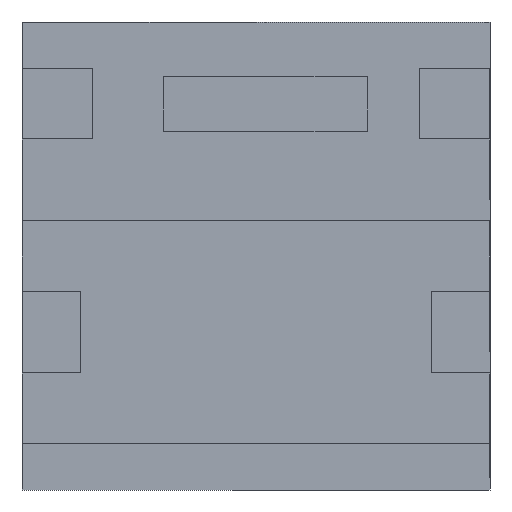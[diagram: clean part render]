
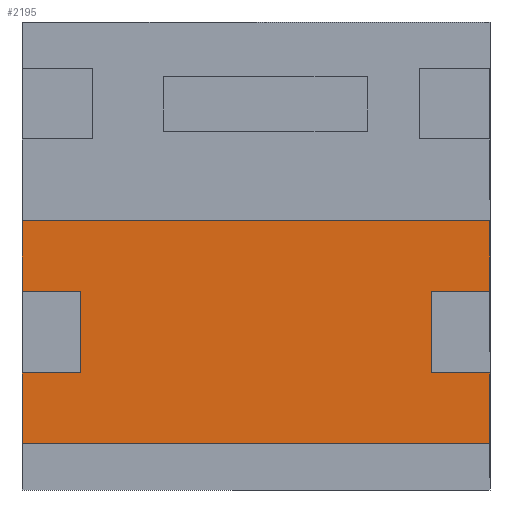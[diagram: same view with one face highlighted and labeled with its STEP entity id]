
A CAD part, front view. The second image highlights one B-rep face of the part: STEP entity #2195.
In plain terms, the highlighted planar face has unit normal (0, -1, 0).
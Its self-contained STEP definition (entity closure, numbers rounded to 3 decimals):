
#14 = EDGE_CURVE ( 'NONE', #552, #2049, #1400, .T. ) ;
#49 = LINE ( 'NONE', #1996, #262 ) ;
#59 = ORIENTED_EDGE ( 'NONE', *, *, #2010, .F. ) ;
#60 = ORIENTED_EDGE ( 'NONE', *, *, #1875, .F. ) ;
#82 = LINE ( 'NONE', #1746, #1547 ) ;
#99 = DIRECTION ( 'NONE',  ( 0., 0., 1. ) ) ;
#107 = LINE ( 'NONE', #1479, #1161 ) ;
#158 = DIRECTION ( 'NONE',  ( -1., 0., 0. ) ) ;
#167 = DIRECTION ( 'NONE',  ( 0., 0., -1. ) ) ;
#178 = VERTEX_POINT ( 'NONE', #1967 ) ;
#214 = ORIENTED_EDGE ( 'NONE', *, *, #1465, .F. ) ;
#228 = DIRECTION ( 'NONE',  ( 0., 0., -1. ) ) ;
#258 = CARTESIAN_POINT ( 'NONE',  ( 0.75, 0., 0.15 ) ) ;
#262 = VECTOR ( 'NONE', #1125, 1000. ) ;
#276 = CARTESIAN_POINT ( 'NONE',  ( -0.7, 0., -0.8 ) ) ;
#278 = CARTESIAN_POINT ( 'NONE',  ( -0.75, 0., -0.8 ) ) ;
#284 = DIRECTION ( 'NONE',  ( 0., 0., -1. ) ) ;
#364 = CARTESIAN_POINT ( 'NONE',  ( -0.7, 0., -0.15 ) ) ;
#366 = VECTOR ( 'NONE', #158, 1000. ) ;
#440 = CARTESIAN_POINT ( 'NONE',  ( -0.75, 0., -0.5 ) ) ;
#467 = DIRECTION ( 'NONE',  ( -1., 0., 0. ) ) ;
#552 = VERTEX_POINT ( 'NONE', #1023 ) ;
#568 = ORIENTED_EDGE ( 'NONE', *, *, #1738, .F. ) ;
#592 = VECTOR ( 'NONE', #2323, 1000. ) ;
#750 = DIRECTION ( 'NONE',  ( 0., -1., 0. ) ) ;
#853 = VECTOR ( 'NONE', #2670, 1000. ) ;
#870 = VERTEX_POINT ( 'NONE', #1910 ) ;
#929 = EDGE_CURVE ( 'NONE', #1518, #870, #82, .T. ) ;
#931 = LINE ( 'NONE', #1604, #853 ) ;
#945 = CARTESIAN_POINT ( 'NONE',  ( 1., 0., -0.5 ) ) ;
#983 = VERTEX_POINT ( 'NONE', #1531 ) ;
#1008 = DIRECTION ( 'NONE',  ( -1., 0., 0. ) ) ;
#1023 = CARTESIAN_POINT ( 'NONE',  ( 1., 0., -0.8 ) ) ;
#1033 = EDGE_CURVE ( 'NONE', #2049, #2382, #49, .T. ) ;
#1037 = ORIENTED_EDGE ( 'NONE', *, *, #14, .F. ) ;
#1041 = EDGE_CURVE ( 'NONE', #1646, #2442, #2332, .T. ) ;
#1125 = DIRECTION ( 'NONE',  ( 0., 0., 1. ) ) ;
#1146 = CARTESIAN_POINT ( 'NONE',  ( -1., 0., 0.15 ) ) ;
#1161 = VECTOR ( 'NONE', #2309, 1000. ) ;
#1176 = CARTESIAN_POINT ( 'NONE',  ( -1., 0., -0.8 ) ) ;
#1216 = VECTOR ( 'NONE', #467, 1000. ) ;
#1225 = VECTOR ( 'NONE', #99, 1000. ) ;
#1263 = VECTOR ( 'NONE', #1588, 1000. ) ;
#1274 = CARTESIAN_POINT ( 'NONE',  ( -0.75, 0., -0.15 ) ) ;
#1277 = EDGE_CURVE ( 'NONE', #2382, #1389, #2107, .T. ) ;
#1292 = EDGE_CURVE ( 'NONE', #2167, #552, #2265, .T. ) ;
#1389 = VERTEX_POINT ( 'NONE', #440 ) ;
#1400 = LINE ( 'NONE', #276, #1216 ) ;
#1406 = AXIS2_PLACEMENT_3D ( 'NONE', #2461, #750, #167 ) ;
#1465 = EDGE_CURVE ( 'NONE', #2442, #178, #2527, .T. ) ;
#1479 = CARTESIAN_POINT ( 'NONE',  ( 0.7, 0., -0.5 ) ) ;
#1518 = VERTEX_POINT ( 'NONE', #2130 ) ;
#1531 = CARTESIAN_POINT ( 'NONE',  ( 1., 0., -0.15 ) ) ;
#1547 = VECTOR ( 'NONE', #284, 1000. ) ;
#1588 = DIRECTION ( 'NONE',  ( 0., 0., 1. ) ) ;
#1604 = CARTESIAN_POINT ( 'NONE',  ( 1., 0., 0.15 ) ) ;
#1624 = ORIENTED_EDGE ( 'NONE', *, *, #1292, .F. ) ;
#1637 = EDGE_CURVE ( 'NONE', #178, #983, #931, .T. ) ;
#1646 = VERTEX_POINT ( 'NONE', #2635 ) ;
#1738 = EDGE_CURVE ( 'NONE', #983, #1518, #2663, .T. ) ;
#1746 = CARTESIAN_POINT ( 'NONE',  ( 0.75, 0., -0.8 ) ) ;
#1825 = PLANE ( 'NONE',  #1406 ) ;
#1865 = VERTEX_POINT ( 'NONE', #1274 ) ;
#1873 = CARTESIAN_POINT ( 'NONE',  ( 0.7, 0., -0.15 ) ) ;
#1875 = EDGE_CURVE ( 'NONE', #870, #2167, #107, .T. ) ;
#1910 = CARTESIAN_POINT ( 'NONE',  ( 0.75, 0., -0.5 ) ) ;
#1931 = ORIENTED_EDGE ( 'NONE', *, *, #2226, .F. ) ;
#1967 = CARTESIAN_POINT ( 'NONE',  ( 1., 0., 0.15 ) ) ;
#1996 = CARTESIAN_POINT ( 'NONE',  ( -1., 0., -0.5 ) ) ;
#2010 = EDGE_CURVE ( 'NONE', #1389, #1865, #2608, .T. ) ;
#2026 = FACE_OUTER_BOUND ( 'NONE', #2607, .T. ) ;
#2049 = VERTEX_POINT ( 'NONE', #1176 ) ;
#2062 = CARTESIAN_POINT ( 'NONE',  ( -1., 0., -0.5 ) ) ;
#2071 = VECTOR ( 'NONE', #1008, 1000. ) ;
#2107 = LINE ( 'NONE', #2476, #592 ) ;
#2113 = ORIENTED_EDGE ( 'NONE', *, *, #1041, .F. ) ;
#2130 = CARTESIAN_POINT ( 'NONE',  ( 0.75, 0., -0.15 ) ) ;
#2167 = VERTEX_POINT ( 'NONE', #945 ) ;
#2192 = LINE ( 'NONE', #364, #366 ) ;
#2195 = ADVANCED_FACE ( 'NONE', ( #2026 ), #1825, .T. ) ;
#2209 = ORIENTED_EDGE ( 'NONE', *, *, #1637, .F. ) ;
#2212 = VECTOR ( 'NONE', #228, 1000. ) ;
#2226 = EDGE_CURVE ( 'NONE', #1865, #1646, #2192, .T. ) ;
#2238 = VECTOR ( 'NONE', #2575, 1000. ) ;
#2265 = LINE ( 'NONE', #2536, #2212 ) ;
#2309 = DIRECTION ( 'NONE',  ( 1., 0., 0. ) ) ;
#2317 = ORIENTED_EDGE ( 'NONE', *, *, #1277, .F. ) ;
#2323 = DIRECTION ( 'NONE',  ( 1., 0., 0. ) ) ;
#2332 = LINE ( 'NONE', #1146, #1225 ) ;
#2354 = ORIENTED_EDGE ( 'NONE', *, *, #1033, .F. ) ;
#2382 = VERTEX_POINT ( 'NONE', #2062 ) ;
#2442 = VERTEX_POINT ( 'NONE', #2521 ) ;
#2461 = CARTESIAN_POINT ( 'NONE',  ( 0., 0., 0. ) ) ;
#2476 = CARTESIAN_POINT ( 'NONE',  ( -0.7, 0., -0.5 ) ) ;
#2521 = CARTESIAN_POINT ( 'NONE',  ( -1., 0., 0.15 ) ) ;
#2527 = LINE ( 'NONE', #258, #2238 ) ;
#2536 = CARTESIAN_POINT ( 'NONE',  ( 1., 0., -0.5 ) ) ;
#2575 = DIRECTION ( 'NONE',  ( 1., 0., 0. ) ) ;
#2607 = EDGE_LOOP ( 'NONE', ( #1037, #1624, #60, #2687, #568, #2209, #214, #2113, #1931, #59, #2317, #2354 ) ) ;
#2608 = LINE ( 'NONE', #278, #1263 ) ;
#2635 = CARTESIAN_POINT ( 'NONE',  ( -1., 0., -0.15 ) ) ;
#2663 = LINE ( 'NONE', #1873, #2071 ) ;
#2670 = DIRECTION ( 'NONE',  ( 0., 0., -1. ) ) ;
#2687 = ORIENTED_EDGE ( 'NONE', *, *, #929, .F. ) ;
